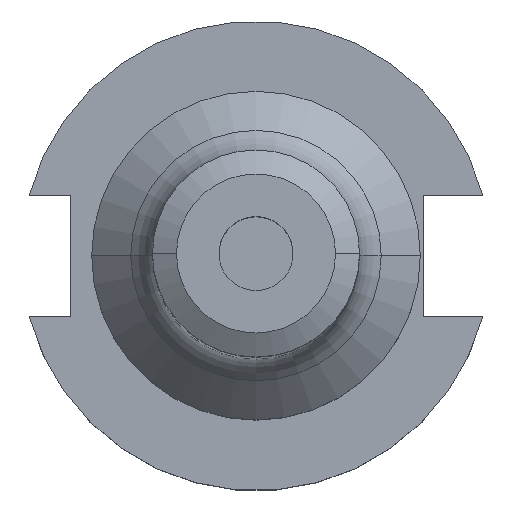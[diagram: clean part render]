
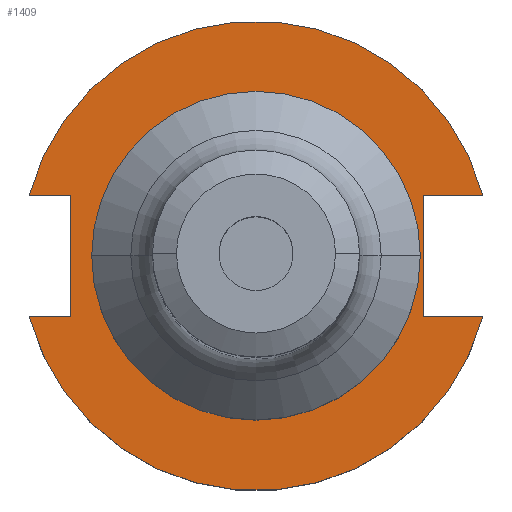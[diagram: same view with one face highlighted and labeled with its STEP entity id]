
A CAD part, top view. The second image highlights one B-rep face of the part: STEP entity #1409.
In plain terms, the highlighted planar face has unit normal (0, 0, 1).
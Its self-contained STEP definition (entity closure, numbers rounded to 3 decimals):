
#27 = CARTESIAN_POINT ( 'NONE',  ( -30.675, -8.191, 19.05 ) ) ;
#36 = FACE_OUTER_BOUND ( 'NONE', #1803, .T. ) ;
#63 = CIRCLE ( 'NONE', #72, 31.75 ) ;
#66 = VERTEX_POINT ( 'NONE', #1588 ) ;
#72 = AXIS2_PLACEMENT_3D ( 'NONE', #438, #854, #953 ) ;
#99 = CARTESIAN_POINT ( 'NONE',  ( 0., 0., 19.05 ) ) ;
#121 = CARTESIAN_POINT ( 'NONE',  ( -61.091, -8.191, 19.05 ) ) ;
#180 = VECTOR ( 'NONE', #365, 1000. ) ;
#203 = VERTEX_POINT ( 'NONE', #898 ) ;
#219 = DIRECTION ( 'NONE',  ( 0., 0., 1. ) ) ;
#222 = VERTEX_POINT ( 'NONE', #579 ) ;
#233 = DIRECTION ( 'NONE',  ( 1., 0., 0. ) ) ;
#266 = LINE ( 'NONE', #1586, #521 ) ;
#272 = ORIENTED_EDGE ( 'NONE', *, *, #1738, .T. ) ;
#295 = VERTEX_POINT ( 'NONE', #1729 ) ;
#296 = DIRECTION ( 'NONE',  ( -1., 0., 0. ) ) ;
#302 = CARTESIAN_POINT ( 'NONE',  ( -30.675, 8.191, 19.05 ) ) ;
#324 = EDGE_LOOP ( 'NONE', ( #1853, #686 ) ) ;
#327 = EDGE_CURVE ( 'NONE', #1149, #1161, #266, .T. ) ;
#359 = DIRECTION ( 'NONE',  ( 1., 0., 0. ) ) ;
#365 = DIRECTION ( 'NONE',  ( 0., 1., 0. ) ) ;
#389 = ORIENTED_EDGE ( 'NONE', *, *, #1147, .F. ) ;
#398 = VERTEX_POINT ( 'NONE', #302 ) ;
#403 = CARTESIAN_POINT ( 'NONE',  ( -22.225, 0., 19.05 ) ) ;
#409 = VECTOR ( 'NONE', #859, 1000. ) ;
#419 = CARTESIAN_POINT ( 'NONE',  ( 30.675, -8.191, 19.05 ) ) ;
#426 = CARTESIAN_POINT ( 'NONE',  ( 22.606, -8.191, 19.05 ) ) ;
#438 = CARTESIAN_POINT ( 'NONE',  ( 0., 0., 19.05 ) ) ;
#446 = EDGE_CURVE ( 'NONE', #724, #66, #1442, .T. ) ;
#485 = DIRECTION ( 'NONE',  ( 0., 0., 1. ) ) ;
#501 = CARTESIAN_POINT ( 'NONE',  ( -61.091, 8.191, 19.05 ) ) ;
#511 = CARTESIAN_POINT ( 'NONE',  ( -25.091, 8.191, 19.05 ) ) ;
#517 = VECTOR ( 'NONE', #1182, 1000. ) ;
#521 = VECTOR ( 'NONE', #893, 1000. ) ;
#557 = ORIENTED_EDGE ( 'NONE', *, *, #1120, .T. ) ;
#564 = EDGE_CURVE ( 'NONE', #222, #295, #1647, .T. ) ;
#579 = CARTESIAN_POINT ( 'NONE',  ( -25.091, 8.191, 19.05 ) ) ;
#587 = ORIENTED_EDGE ( 'NONE', *, *, #1800, .T. ) ;
#601 = LINE ( 'NONE', #1830, #180 ) ;
#613 = DIRECTION ( 'NONE',  ( 0., -1., 0. ) ) ;
#618 = EDGE_CURVE ( 'NONE', #203, #1466, #1473, .T. ) ;
#635 = CARTESIAN_POINT ( 'NONE',  ( 0., 0., 19.05 ) ) ;
#666 = AXIS2_PLACEMENT_3D ( 'NONE', #99, #219, #233 ) ;
#686 = ORIENTED_EDGE ( 'NONE', *, *, #1861, .F. ) ;
#724 = VERTEX_POINT ( 'NONE', #1260 ) ;
#746 = CIRCLE ( 'NONE', #1661, 31.75 ) ;
#854 = DIRECTION ( 'NONE',  ( 0., 0., 1. ) ) ;
#859 = DIRECTION ( 'NONE',  ( 1., 0., 0. ) ) ;
#869 = AXIS2_PLACEMENT_3D ( 'NONE', #635, #485, #1462 ) ;
#893 = DIRECTION ( 'NONE',  ( 1., 0., 0. ) ) ;
#898 = CARTESIAN_POINT ( 'NONE',  ( 22.225, 0., 19.05 ) ) ;
#906 = LINE ( 'NONE', #501, #517 ) ;
#908 = ORIENTED_EDGE ( 'NONE', *, *, #1121, .T. ) ;
#927 = ORIENTED_EDGE ( 'NONE', *, *, #327, .F. ) ;
#941 = CARTESIAN_POINT ( 'NONE',  ( 0., 22.225, 19.05 ) ) ;
#949 = AXIS2_PLACEMENT_3D ( 'NONE', #941, #1798, #1300 ) ;
#953 = DIRECTION ( 'NONE',  ( 1., 0., 0. ) ) ;
#1051 = VERTEX_POINT ( 'NONE', #27 ) ;
#1097 = DIRECTION ( 'NONE',  ( 0., 0., 1. ) ) ;
#1120 = EDGE_CURVE ( 'NONE', #1051, #1161, #746, .T. ) ;
#1121 = EDGE_CURVE ( 'NONE', #724, #398, #63, .T. ) ;
#1147 = EDGE_CURVE ( 'NONE', #1051, #295, #1470, .T. ) ;
#1149 = VERTEX_POINT ( 'NONE', #426 ) ;
#1161 = VERTEX_POINT ( 'NONE', #419 ) ;
#1182 = DIRECTION ( 'NONE',  ( 1., 0., 0. ) ) ;
#1209 = PLANE ( 'NONE',  #949 ) ;
#1223 = ORIENTED_EDGE ( 'NONE', *, *, #446, .F. ) ;
#1260 = CARTESIAN_POINT ( 'NONE',  ( 30.675, 8.191, 19.05 ) ) ;
#1293 = CARTESIAN_POINT ( 'NONE',  ( 0., 0., 19.05 ) ) ;
#1300 = DIRECTION ( 'NONE',  ( -1., 0., 0. ) ) ;
#1409 = ADVANCED_FACE ( 'NONE', ( #1875, #36 ), #1209, .F. ) ;
#1427 = CARTESIAN_POINT ( 'NONE',  ( 0., 8.191, 19.05 ) ) ;
#1442 = LINE ( 'NONE', #1427, #1786 ) ;
#1462 = DIRECTION ( 'NONE',  ( 1., 0., 0. ) ) ;
#1466 = VERTEX_POINT ( 'NONE', #403 ) ;
#1470 = LINE ( 'NONE', #121, #409 ) ;
#1473 = CIRCLE ( 'NONE', #666, 22.225 ) ;
#1489 = CIRCLE ( 'NONE', #869, 22.225 ) ;
#1586 = CARTESIAN_POINT ( 'NONE',  ( 0., -8.191, 19.05 ) ) ;
#1588 = CARTESIAN_POINT ( 'NONE',  ( 22.606, 8.191, 19.05 ) ) ;
#1597 = VECTOR ( 'NONE', #613, 1000. ) ;
#1647 = LINE ( 'NONE', #511, #1597 ) ;
#1661 = AXIS2_PLACEMENT_3D ( 'NONE', #1293, #1097, #359 ) ;
#1693 = ORIENTED_EDGE ( 'NONE', *, *, #564, .T. ) ;
#1729 = CARTESIAN_POINT ( 'NONE',  ( -25.091, -8.191, 19.05 ) ) ;
#1738 = EDGE_CURVE ( 'NONE', #1149, #66, #601, .T. ) ;
#1786 = VECTOR ( 'NONE', #296, 1000. ) ;
#1798 = DIRECTION ( 'NONE',  ( 0., 0., -1. ) ) ;
#1800 = EDGE_CURVE ( 'NONE', #398, #222, #906, .T. ) ;
#1803 = EDGE_LOOP ( 'NONE', ( #1693, #389, #557, #927, #272, #1223, #908, #587 ) ) ;
#1830 = CARTESIAN_POINT ( 'NONE',  ( 22.606, 22.225, 19.05 ) ) ;
#1853 = ORIENTED_EDGE ( 'NONE', *, *, #618, .F. ) ;
#1861 = EDGE_CURVE ( 'NONE', #1466, #203, #1489, .T. ) ;
#1875 = FACE_BOUND ( 'NONE', #324, .T. ) ;
